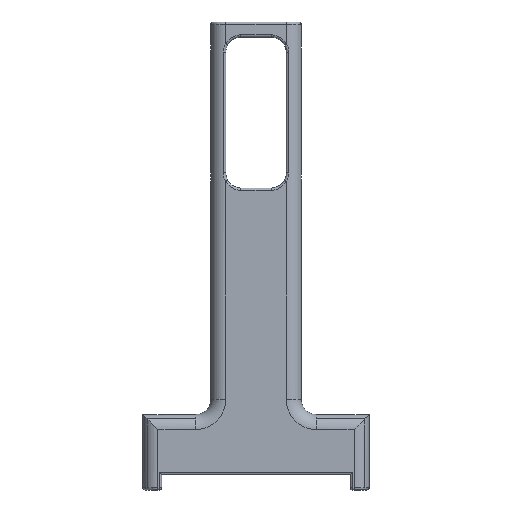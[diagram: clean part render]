
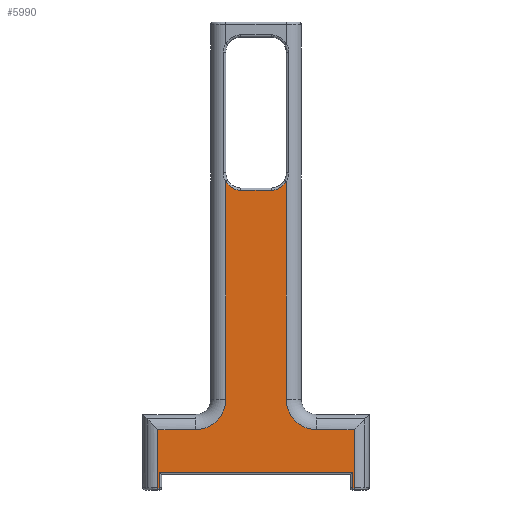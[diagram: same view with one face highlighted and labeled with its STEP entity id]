
A CAD part, front view. The second image highlights one B-rep face of the part: STEP entity #5990.
In plain terms, the highlighted planar face has unit normal (0, -1, 0).
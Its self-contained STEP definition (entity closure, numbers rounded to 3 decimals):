
#65 = VERTEX_POINT ( 'NONE', #5633 ) ;
#68 = CARTESIAN_POINT ( 'NONE',  ( -13., -5., 0.3 ) ) ;
#69 = EDGE_CURVE ( 'NONE', #8400, #7762, #2570, .T. ) ;
#75 = LINE ( 'NONE', #6325, #3572 ) ;
#94 = EDGE_CURVE ( 'NONE', #7762, #1746, #3918, .T. ) ;
#114 = DIRECTION ( 'NONE',  ( 0., 0., -1. ) ) ;
#126 = EDGE_CURVE ( 'NONE', #1746, #8467, #7298, .T. ) ;
#140 = EDGE_CURVE ( 'NONE', #65, #542, #5252, .T. ) ;
#151 = EDGE_CURVE ( 'NONE', #542, #1884, #5038, .T. ) ;
#160 = EDGE_CURVE ( 'NONE', #1884, #7238, #1491, .T. ) ;
#163 = EDGE_CURVE ( 'NONE', #7127, #1668, #8836, .T. ) ;
#182 = EDGE_CURVE ( 'NONE', #1668, #8400, #8430, .T. ) ;
#259 = ORIENTED_EDGE ( 'NONE', *, *, #163, .T. ) ;
#367 = CARTESIAN_POINT ( 'NONE',  ( -7.5, -5., 8. ) ) ;
#377 = ORIENTED_EDGE ( 'NONE', *, *, #151, .T. ) ;
#530 = VERTEX_POINT ( 'NONE', #8043 ) ;
#542 = VERTEX_POINT ( 'NONE', #8132 ) ;
#1149 = CARTESIAN_POINT ( 'NONE',  ( 13., -5., 0. ) ) ;
#1160 = DIRECTION ( 'NONE',  ( 0., 0., -1. ) ) ;
#1222 = ORIENTED_EDGE ( 'NONE', *, *, #8752, .F. ) ;
#1291 = DIRECTION ( 'NONE',  ( 0., -1., 0. ) ) ;
#1303 = LINE ( 'NONE', #6086, #2908 ) ;
#1491 = CIRCLE ( 'NONE', #3277, 2.3 ) ;
#1668 = VERTEX_POINT ( 'NONE', #6371 ) ;
#1682 = LINE ( 'NONE', #2722, #6836 ) ;
#1685 = ORIENTED_EDGE ( 'NONE', *, *, #94, .T. ) ;
#1746 = VERTEX_POINT ( 'NONE', #3628 ) ;
#1855 = CARTESIAN_POINT ( 'NONE',  ( 4., -5., 12. ) ) ;
#1884 = VERTEX_POINT ( 'NONE', #4252 ) ;
#1985 = LINE ( 'NONE', #1149, #6260 ) ;
#2020 = EDGE_LOOP ( 'NONE', ( #6136, #1685, #5388, #7540, #1222, #6031, #6880, #2920, #377, #6984, #4474, #7041, #8226, #6034, #259, #4767 ) ) ;
#2147 = VERTEX_POINT ( 'NONE', #1855 ) ;
#2306 = VERTEX_POINT ( 'NONE', #7454 ) ;
#2330 = CIRCLE ( 'NONE', #2946, 4. ) ;
#2570 = LINE ( 'NONE', #5573, #7709 ) ;
#2614 = VERTEX_POINT ( 'NONE', #8640 ) ;
#2722 = CARTESIAN_POINT ( 'NONE',  ( -7.5, -5., 8. ) ) ;
#2755 = VECTOR ( 'NONE', #5154, 1000. ) ;
#2908 = VECTOR ( 'NONE', #6150, 1000. ) ;
#2920 = ORIENTED_EDGE ( 'NONE', *, *, #140, .T. ) ;
#2946 = AXIS2_PLACEMENT_3D ( 'NONE', #5320, #1291, #6011 ) ;
#3108 = VERTEX_POINT ( 'NONE', #6246 ) ;
#3122 = DIRECTION ( 'NONE',  ( 0., -1., 0. ) ) ;
#3277 = AXIS2_PLACEMENT_3D ( 'NONE', #6494, #6504, #6516 ) ;
#3285 = VECTOR ( 'NONE', #6314, 1000. ) ;
#3291 = AXIS2_PLACEMENT_3D ( 'NONE', #6324, #6340, #6363 ) ;
#3476 = CARTESIAN_POINT ( 'NONE',  ( -13., -5., 8. ) ) ;
#3572 = VECTOR ( 'NONE', #7026, 1000. ) ;
#3579 = CARTESIAN_POINT ( 'NONE',  ( 13., -5., 0.3 ) ) ;
#3628 = CARTESIAN_POINT ( 'NONE',  ( 12.8, -5., 0.3 ) ) ;
#3704 = VECTOR ( 'NONE', #6427, 1000. ) ;
#3918 = LINE ( 'NONE', #5656, #4140 ) ;
#3999 = EDGE_CURVE ( 'NONE', #65, #2147, #1303, .T. ) ;
#4140 = VECTOR ( 'NONE', #6036, 1000. ) ;
#4250 = CARTESIAN_POINT ( 'NONE',  ( -15., -5., 0. ) ) ;
#4252 = CARTESIAN_POINT ( 'NONE',  ( -2., -5., 39.7 ) ) ;
#4263 = VERTEX_POINT ( 'NONE', #3476 ) ;
#4278 = DIRECTION ( 'NONE',  ( 0., -1., 0. ) ) ;
#4452 = EDGE_CURVE ( 'NONE', #530, #8467, #1985, .T. ) ;
#4473 = CARTESIAN_POINT ( 'NONE',  ( -4., -5., 5. ) ) ;
#4474 = ORIENTED_EDGE ( 'NONE', *, *, #8217, .F. ) ;
#4519 = LINE ( 'NONE', #4473, #7895 ) ;
#4767 = ORIENTED_EDGE ( 'NONE', *, *, #182, .T. ) ;
#5038 = LINE ( 'NONE', #6301, #3285 ) ;
#5077 = CARTESIAN_POINT ( 'NONE',  ( 12.8, -5., 2.3 ) ) ;
#5154 = DIRECTION ( 'NONE',  ( 1., 0., 0. ) ) ;
#5252 = CIRCLE ( 'NONE', #3291, 2.3 ) ;
#5320 = CARTESIAN_POINT ( 'NONE',  ( 8., -5., 12. ) ) ;
#5388 = ORIENTED_EDGE ( 'NONE', *, *, #126, .T. ) ;
#5470 = VECTOR ( 'NONE', #6188, 1000. ) ;
#5573 = CARTESIAN_POINT ( 'NONE',  ( 12.5, -5., 2.3 ) ) ;
#5633 = CARTESIAN_POINT ( 'NONE',  ( 4., -5., 40.864 ) ) ;
#5656 = CARTESIAN_POINT ( 'NONE',  ( 12.8, -5., 0. ) ) ;
#5690 = FACE_OUTER_BOUND ( 'NONE', #2020, .T. ) ;
#5721 = DIRECTION ( 'NONE',  ( 1., 0., 0. ) ) ;
#5990 = ADVANCED_FACE ( 'NONE', ( #5690 ), #8285, .T. ) ;
#6011 = DIRECTION ( 'NONE',  ( -0.707, 0., -0.707 ) ) ;
#6031 = ORIENTED_EDGE ( 'NONE', *, *, #8718, .F. ) ;
#6034 = ORIENTED_EDGE ( 'NONE', *, *, #8075, .F. ) ;
#6036 = DIRECTION ( 'NONE',  ( 0., 0., -1. ) ) ;
#6086 = CARTESIAN_POINT ( 'NONE',  ( 4., -5., 20. ) ) ;
#6136 = ORIENTED_EDGE ( 'NONE', *, *, #69, .T. ) ;
#6150 = DIRECTION ( 'NONE',  ( 0., 0., -1. ) ) ;
#6182 = CARTESIAN_POINT ( 'NONE',  ( 13., -5., 0.3 ) ) ;
#6188 = DIRECTION ( 'NONE',  ( 1., 0., 0. ) ) ;
#6203 = CARTESIAN_POINT ( 'NONE',  ( -12.8, -5., 2.3 ) ) ;
#6246 = CARTESIAN_POINT ( 'NONE',  ( -8., -5., 8. ) ) ;
#6260 = VECTOR ( 'NONE', #1160, 1000. ) ;
#6301 = CARTESIAN_POINT ( 'NONE',  ( -2., -5., 39.7 ) ) ;
#6305 = LINE ( 'NONE', #367, #2755 ) ;
#6314 = DIRECTION ( 'NONE',  ( -1., 0., 0. ) ) ;
#6324 = CARTESIAN_POINT ( 'NONE',  ( 2., -5., 42. ) ) ;
#6325 = CARTESIAN_POINT ( 'NONE',  ( -13., -5., 0. ) ) ;
#6340 = DIRECTION ( 'NONE',  ( 0., 1., 0. ) ) ;
#6363 = DIRECTION ( 'NONE',  ( 1., 0., 0. ) ) ;
#6371 = CARTESIAN_POINT ( 'NONE',  ( -12.8, -5., 0.3 ) ) ;
#6427 = DIRECTION ( 'NONE',  ( 1., 0., 0. ) ) ;
#6458 = CARTESIAN_POINT ( 'NONE',  ( -12.5, -5., 0.3 ) ) ;
#6494 = CARTESIAN_POINT ( 'NONE',  ( -2., -5., 42. ) ) ;
#6498 = DIRECTION ( 'NONE',  ( 0., 0., 1. ) ) ;
#6504 = DIRECTION ( 'NONE',  ( 0., 1., 0. ) ) ;
#6516 = DIRECTION ( 'NONE',  ( 1., 0., 0. ) ) ;
#6593 = DIRECTION ( 'NONE',  ( 0., 0., 1. ) ) ;
#6633 = CARTESIAN_POINT ( 'NONE',  ( -12.8, -5., 2. ) ) ;
#6707 = DIRECTION ( 'NONE',  ( 1., 0., 0. ) ) ;
#6836 = VECTOR ( 'NONE', #6707, 1000. ) ;
#6880 = ORIENTED_EDGE ( 'NONE', *, *, #3999, .F. ) ;
#6984 = ORIENTED_EDGE ( 'NONE', *, *, #160, .T. ) ;
#7026 = DIRECTION ( 'NONE',  ( 0., 0., 1. ) ) ;
#7041 = ORIENTED_EDGE ( 'NONE', *, *, #8167, .F. ) ;
#7081 = CARTESIAN_POINT ( 'NONE',  ( -4., -5., 40.864 ) ) ;
#7127 = VERTEX_POINT ( 'NONE', #68 ) ;
#7171 = CARTESIAN_POINT ( 'NONE',  ( -8., -5., 12. ) ) ;
#7238 = VERTEX_POINT ( 'NONE', #7081 ) ;
#7298 = LINE ( 'NONE', #6182, #5470 ) ;
#7454 = CARTESIAN_POINT ( 'NONE',  ( -4., -5., 12. ) ) ;
#7523 = AXIS2_PLACEMENT_3D ( 'NONE', #7171, #3122, #7834 ) ;
#7540 = ORIENTED_EDGE ( 'NONE', *, *, #4452, .F. ) ;
#7709 = VECTOR ( 'NONE', #5721, 1000. ) ;
#7762 = VERTEX_POINT ( 'NONE', #5077 ) ;
#7834 = DIRECTION ( 'NONE',  ( 0.707, 0., -0.707 ) ) ;
#7895 = VECTOR ( 'NONE', #6498, 1000. ) ;
#8038 = AXIS2_PLACEMENT_3D ( 'NONE', #4250, #4278, #114 ) ;
#8043 = CARTESIAN_POINT ( 'NONE',  ( 13., -5., 8. ) ) ;
#8075 = EDGE_CURVE ( 'NONE', #7127, #4263, #75, .T. ) ;
#8132 = CARTESIAN_POINT ( 'NONE',  ( 2., -5., 39.7 ) ) ;
#8167 = EDGE_CURVE ( 'NONE', #3108, #2306, #8510, .T. ) ;
#8209 = VECTOR ( 'NONE', #6593, 1000. ) ;
#8213 = EDGE_CURVE ( 'NONE', #4263, #3108, #6305, .T. ) ;
#8217 = EDGE_CURVE ( 'NONE', #2306, #7238, #4519, .T. ) ;
#8226 = ORIENTED_EDGE ( 'NONE', *, *, #8213, .F. ) ;
#8285 = PLANE ( 'NONE',  #8038 ) ;
#8400 = VERTEX_POINT ( 'NONE', #6203 ) ;
#8430 = LINE ( 'NONE', #6633, #8209 ) ;
#8467 = VERTEX_POINT ( 'NONE', #3579 ) ;
#8510 = CIRCLE ( 'NONE', #7523, 4. ) ;
#8640 = CARTESIAN_POINT ( 'NONE',  ( 8., -5., 8. ) ) ;
#8718 = EDGE_CURVE ( 'NONE', #2147, #2614, #2330, .T. ) ;
#8752 = EDGE_CURVE ( 'NONE', #2614, #530, #1682, .T. ) ;
#8836 = LINE ( 'NONE', #6458, #3704 ) ;
